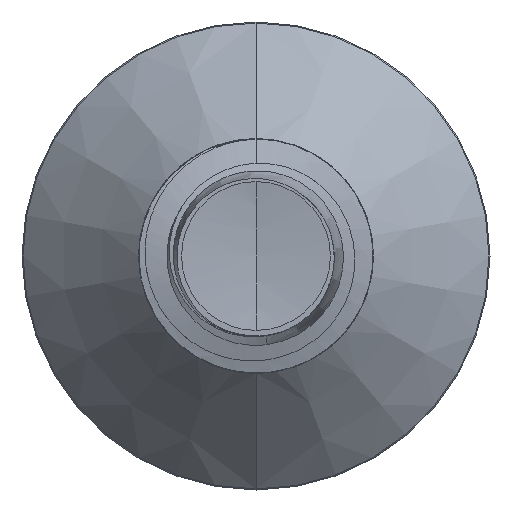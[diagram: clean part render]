
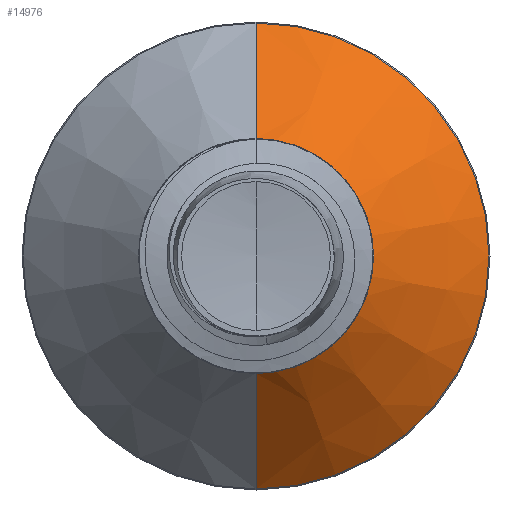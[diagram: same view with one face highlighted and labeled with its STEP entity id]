
A CAD part, front view. The second image highlights one B-rep face of the part: STEP entity #14976.
In plain terms, the highlighted conical face has half-angle 45 degrees and reference radius 1.256 mm.
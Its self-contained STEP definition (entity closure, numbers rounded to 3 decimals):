
#1659 = CARTESIAN_POINT ( 'NONE',  ( 0., 6.439, 0. ) ) ;
#1917 = AXIS2_PLACEMENT_3D ( 'NONE', #1659, #12433, #3217 ) ;
#3217 = DIRECTION ( 'NONE',  ( 0., 0., 1. ) ) ;
#3772 = EDGE_CURVE ( 'NONE', #6738, #6314, #12679, .T. ) ;
#3862 = CARTESIAN_POINT ( 'NONE',  ( 0., 6.439, -2.489 ) ) ;
#5177 = CARTESIAN_POINT ( 'NONE',  ( 0., 5.206, 1.256 ) ) ;
#5282 = DIRECTION ( 'NONE',  ( 0., 0.707, 0.707 ) ) ;
#5383 = ORIENTED_EDGE ( 'NONE', *, *, #13283, .F. ) ;
#6032 = DIRECTION ( 'NONE',  ( 0., 0.707, -0.707 ) ) ;
#6143 = VECTOR ( 'NONE', #5282, 1000. ) ;
#6314 = VERTEX_POINT ( 'NONE', #3862 ) ;
#6338 = EDGE_CURVE ( 'NONE', #10165, #6738, #12443, .T. ) ;
#6738 = VERTEX_POINT ( 'NONE', #16442 ) ;
#6924 = CARTESIAN_POINT ( 'NONE',  ( 0., 5.206, 0. ) ) ;
#6964 = CARTESIAN_POINT ( 'NONE',  ( 0., 5.206, 0. ) ) ;
#8203 = AXIS2_PLACEMENT_3D ( 'NONE', #6964, #17617, #8528 ) ;
#8528 = DIRECTION ( 'NONE',  ( 0., 0., 1. ) ) ;
#8623 = VECTOR ( 'NONE', #6032, 1000. ) ;
#8641 = CIRCLE ( 'NONE', #1917, 2.489 ) ;
#9283 = AXIS2_PLACEMENT_3D ( 'NONE', #6924, #17581, #11581 ) ;
#9769 = LINE ( 'NONE', #15992, #6143 ) ;
#9844 = CARTESIAN_POINT ( 'NONE',  ( 0., 6.439, 2.489 ) ) ;
#10165 = VERTEX_POINT ( 'NONE', #5177 ) ;
#11581 = DIRECTION ( 'NONE',  ( 0., 0., 1. ) ) ;
#11843 = VERTEX_POINT ( 'NONE', #9844 ) ;
#12433 = DIRECTION ( 'NONE',  ( 0., 1., 0. ) ) ;
#12443 = CIRCLE ( 'NONE', #8203, 1.256 ) ;
#12600 = ORIENTED_EDGE ( 'NONE', *, *, #18717, .F. ) ;
#12679 = LINE ( 'NONE', #15206, #8623 ) ;
#13283 = EDGE_CURVE ( 'NONE', #10165, #11843, #9769, .T. ) ;
#13540 = CONICAL_SURFACE ( 'NONE', #9283, 1.256, 0.785 ) ;
#14976 = ADVANCED_FACE ( 'NONE', ( #15283 ), #13540, .T. ) ;
#15206 = CARTESIAN_POINT ( 'NONE',  ( 0., 5.206, -1.256 ) ) ;
#15283 = FACE_OUTER_BOUND ( 'NONE', #17266, .T. ) ;
#15992 = CARTESIAN_POINT ( 'NONE',  ( 0., 5.206, 1.256 ) ) ;
#16161 = ORIENTED_EDGE ( 'NONE', *, *, #3772, .T. ) ;
#16442 = CARTESIAN_POINT ( 'NONE',  ( 0., 5.206, -1.256 ) ) ;
#17266 = EDGE_LOOP ( 'NONE', ( #19653, #16161, #12600, #5383 ) ) ;
#17581 = DIRECTION ( 'NONE',  ( 0., 1., 0. ) ) ;
#17617 = DIRECTION ( 'NONE',  ( 0., 1., 0. ) ) ;
#18717 = EDGE_CURVE ( 'NONE', #11843, #6314, #8641, .T. ) ;
#19653 = ORIENTED_EDGE ( 'NONE', *, *, #6338, .T. ) ;
